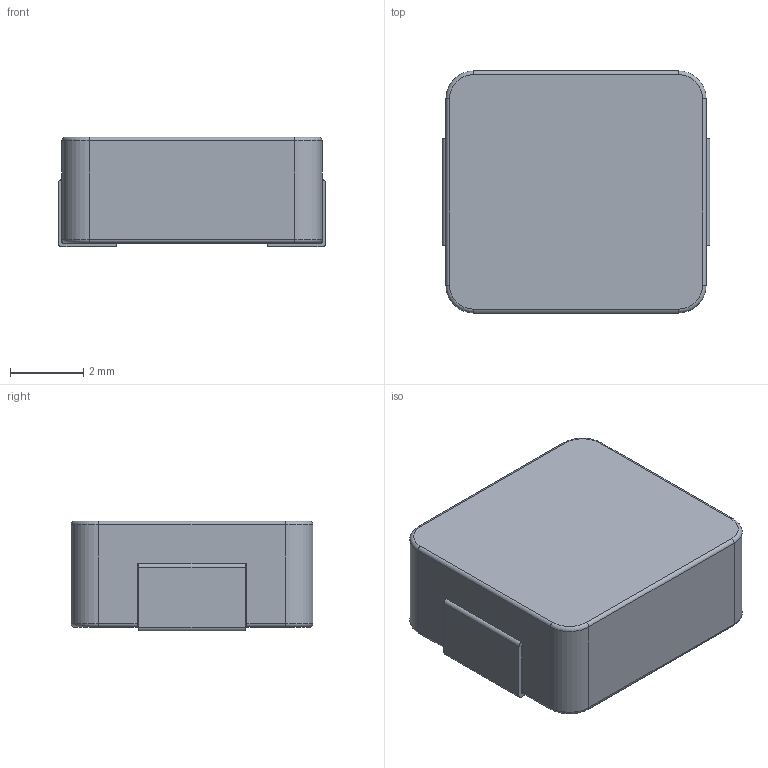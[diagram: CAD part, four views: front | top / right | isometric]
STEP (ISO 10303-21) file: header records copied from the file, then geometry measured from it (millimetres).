
FILE_DESCRIPTION(/* description */ ('Unknown'),/* implementation_level */ '2;1');
FILE_NAME(/* name */ 'BMRA000606303R3MA1',/* time_stamp */ '2024-01-25T13:44:34+02:00',/* author */ ('Unknown'),/* organization */ ('Unknown'),/* preprocessor_version */ 'ST-DEVELOPER v18.102',/* originating_system */ 'Solid Edge',/* authorisation */ 'Unknown');
FILE_SCHEMA (('AUTOMOTIVE_DESIGN {1 0 10303 214 3 1 1}'));
Length unit declared in the file: millimetre
Products named in the file (1): BMRA000606303R3MA1
Bounding box: 7.3 x 6.6 x 3 mm (x, y, z)
Volume: 135.4 mm3; surface area: 206.6 mm2
Topology: 1 solids, 1 shells, 66 faces, 172 edges, 108 vertices
Faces by surface type: plane 36, cylinder 22, torus 8
Entity records: 2038 total; most frequent: DIRECTION 358, CARTESIAN_POINT 347, ORIENTED_EDGE 344, EDGE_CURVE 172, LINE 120, VECTOR 120, AXIS2_PLACEMENT_3D 119, VERTEX_POINT 108
